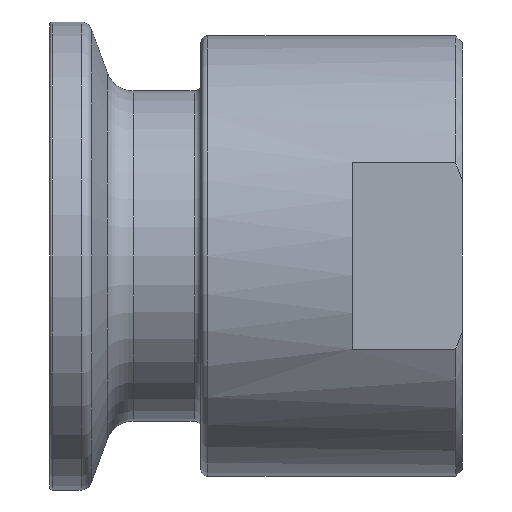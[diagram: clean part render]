
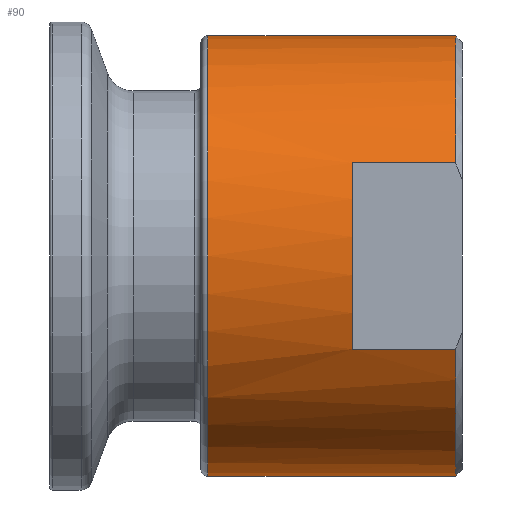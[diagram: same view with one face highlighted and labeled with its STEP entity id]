
A CAD part, front view. The second image highlights one B-rep face of the part: STEP entity #90.
In plain terms, the highlighted cylindrical face has radius 16 mm (diameter 32 mm), a partial arc.
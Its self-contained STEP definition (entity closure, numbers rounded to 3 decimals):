
#4 = EDGE_CURVE ( 'NONE', #1105, #630, #669, .T. ) ;
#12 = CARTESIAN_POINT ( 'NONE',  ( 22., -14.5, -6.764 ) ) ;
#30 = CIRCLE ( 'NONE', #1211, 16. ) ;
#35 = CARTESIAN_POINT ( 'NONE',  ( 29.5, 0., -16. ) ) ;
#39 = AXIS2_PLACEMENT_3D ( 'NONE', #733, #1054, #412 ) ;
#44 = CARTESIAN_POINT ( 'NONE',  ( 11.5, 0., 16. ) ) ;
#57 = DIRECTION ( 'NONE',  ( -1., 0., 0. ) ) ;
#65 = FACE_OUTER_BOUND ( 'NONE', #651, .T. ) ;
#67 = ORIENTED_EDGE ( 'NONE', *, *, #1268, .F. ) ;
#77 = VERTEX_POINT ( 'NONE', #129 ) ;
#81 = EDGE_CURVE ( 'NONE', #77, #1105, #228, .T. ) ;
#87 = CARTESIAN_POINT ( 'NONE',  ( -2.381, -14.5, -6.764 ) ) ;
#90 = ADVANCED_FACE ( 'NONE', ( #65 ), #467, .T. ) ;
#97 = AXIS2_PLACEMENT_3D ( 'NONE', #782, #57, #908 ) ;
#101 = CARTESIAN_POINT ( 'NONE',  ( 29.5, 0., 16. ) ) ;
#129 = CARTESIAN_POINT ( 'NONE',  ( 29.5, -14.5, 6.764 ) ) ;
#182 = ORIENTED_EDGE ( 'NONE', *, *, #263, .F. ) ;
#226 = CARTESIAN_POINT ( 'NONE',  ( 22., 0., 0. ) ) ;
#228 = CIRCLE ( 'NONE', #645, 16. ) ;
#235 = DIRECTION ( 'NONE',  ( -1., 0., 0. ) ) ;
#238 = CIRCLE ( 'NONE', #655, 16. ) ;
#263 = EDGE_CURVE ( 'NONE', #948, #282, #30, .T. ) ;
#282 = VERTEX_POINT ( 'NONE', #12 ) ;
#287 = DIRECTION ( 'NONE',  ( -1., 0., 0. ) ) ;
#301 = ORIENTED_EDGE ( 'NONE', *, *, #329, .T. ) ;
#329 = EDGE_CURVE ( 'NONE', #948, #77, #1125, .T. ) ;
#332 = DIRECTION ( 'NONE',  ( 0., 0., -1. ) ) ;
#412 = DIRECTION ( 'NONE',  ( 0., 0., 1. ) ) ;
#417 = ORIENTED_EDGE ( 'NONE', *, *, #81, .T. ) ;
#442 = VECTOR ( 'NONE', #235, 1000. ) ;
#452 = LINE ( 'NONE', #911, #1055 ) ;
#467 = CYLINDRICAL_SURFACE ( 'NONE', #97, 16. ) ;
#540 = CARTESIAN_POINT ( 'NONE',  ( -2.381, 0., 16. ) ) ;
#542 = CARTESIAN_POINT ( 'NONE',  ( 29.5, -14.5, -6.764 ) ) ;
#619 = CARTESIAN_POINT ( 'NONE',  ( 29.5, 0., 0. ) ) ;
#626 = VECTOR ( 'NONE', #1340, 1000. ) ;
#630 = VERTEX_POINT ( 'NONE', #44 ) ;
#633 = VECTOR ( 'NONE', #1061, 1000. ) ;
#645 = AXIS2_PLACEMENT_3D ( 'NONE', #647, #1083, #663 ) ;
#647 = CARTESIAN_POINT ( 'NONE',  ( 29.5, 0., 0. ) ) ;
#651 = EDGE_LOOP ( 'NONE', ( #67, #934, #1194, #182, #301, #417, #1304, #1006 ) ) ;
#655 = AXIS2_PLACEMENT_3D ( 'NONE', #619, #947, #836 ) ;
#663 = DIRECTION ( 'NONE',  ( 0., 0., 1. ) ) ;
#669 = LINE ( 'NONE', #540, #442 ) ;
#733 = CARTESIAN_POINT ( 'NONE',  ( 11.5, 0., 0. ) ) ;
#740 = EDGE_CURVE ( 'NONE', #1152, #282, #1071, .T. ) ;
#782 = CARTESIAN_POINT ( 'NONE',  ( -2.381, 0., 0. ) ) ;
#836 = DIRECTION ( 'NONE',  ( 0., 0., 1. ) ) ;
#908 = DIRECTION ( 'NONE',  ( 0., 0., 1. ) ) ;
#911 = CARTESIAN_POINT ( 'NONE',  ( -2.381, 0., -16. ) ) ;
#934 = ORIENTED_EDGE ( 'NONE', *, *, #1060, .T. ) ;
#936 = CARTESIAN_POINT ( 'NONE',  ( -2.381, -14.5, 6.764 ) ) ;
#947 = DIRECTION ( 'NONE',  ( -1., 0., 0. ) ) ;
#948 = VERTEX_POINT ( 'NONE', #1260 ) ;
#973 = DIRECTION ( 'NONE',  ( 1., 0., 0. ) ) ;
#978 = CIRCLE ( 'NONE', #39, 16. ) ;
#1006 = ORIENTED_EDGE ( 'NONE', *, *, #1076, .F. ) ;
#1054 = DIRECTION ( 'NONE',  ( -1., 0., 0. ) ) ;
#1055 = VECTOR ( 'NONE', #287, 1000. ) ;
#1060 = EDGE_CURVE ( 'NONE', #1259, #1152, #238, .T. ) ;
#1061 = DIRECTION ( 'NONE',  ( -1., 0., 0. ) ) ;
#1071 = LINE ( 'NONE', #87, #633 ) ;
#1076 = EDGE_CURVE ( 'NONE', #1166, #630, #978, .T. ) ;
#1083 = DIRECTION ( 'NONE',  ( -1., 0., 0. ) ) ;
#1092 = CARTESIAN_POINT ( 'NONE',  ( 11.5, 0., -16. ) ) ;
#1105 = VERTEX_POINT ( 'NONE', #101 ) ;
#1125 = LINE ( 'NONE', #936, #626 ) ;
#1152 = VERTEX_POINT ( 'NONE', #542 ) ;
#1166 = VERTEX_POINT ( 'NONE', #1092 ) ;
#1194 = ORIENTED_EDGE ( 'NONE', *, *, #740, .T. ) ;
#1211 = AXIS2_PLACEMENT_3D ( 'NONE', #226, #973, #332 ) ;
#1259 = VERTEX_POINT ( 'NONE', #35 ) ;
#1260 = CARTESIAN_POINT ( 'NONE',  ( 22., -14.5, 6.764 ) ) ;
#1268 = EDGE_CURVE ( 'NONE', #1259, #1166, #452, .T. ) ;
#1304 = ORIENTED_EDGE ( 'NONE', *, *, #4, .T. ) ;
#1340 = DIRECTION ( 'NONE',  ( 1., 0., 0. ) ) ;
